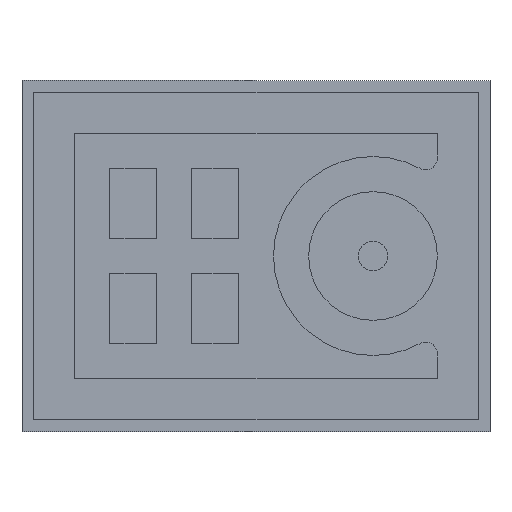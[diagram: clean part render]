
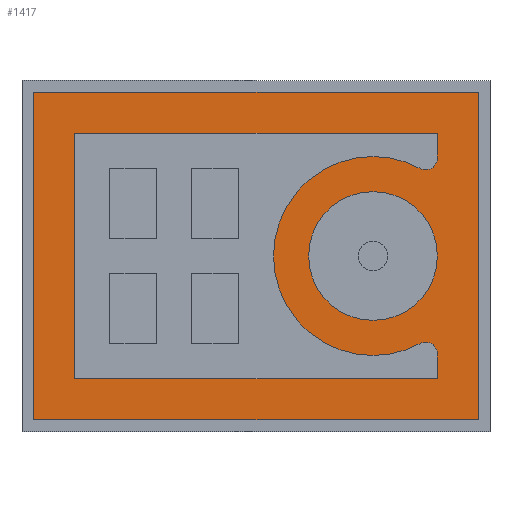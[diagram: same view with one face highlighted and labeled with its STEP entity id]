
A CAD part, front view. The second image highlights one B-rep face of the part: STEP entity #1417.
In plain terms, the highlighted planar face has unit normal (0, -1, 0).
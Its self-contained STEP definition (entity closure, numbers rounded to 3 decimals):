
#28 = EDGE_CURVE ( 'NONE', #198, #3148, #2705, .T. ) ;
#32 = EDGE_CURVE ( 'NONE', #3611, #529, #2596, .T. ) ;
#53 = LINE ( 'NONE', #3041, #3911 ) ;
#79 = AXIS2_PLACEMENT_3D ( 'NONE', #3823, #473, #2626 ) ;
#110 = ORIENTED_EDGE ( 'NONE', *, *, #32, .T. ) ;
#123 = VECTOR ( 'NONE', #2672, 1000. ) ;
#135 = EDGE_CURVE ( 'NONE', #870, #1566, #3085, .T. ) ;
#191 = DIRECTION ( 'NONE',  ( 0., -1., 0. ) ) ;
#198 = VERTEX_POINT ( 'NONE', #296 ) ;
#234 = CARTESIAN_POINT ( 'NONE',  ( -1.55, 0., 1.05 ) ) ;
#235 = CIRCLE ( 'NONE', #3856, 0.85 ) ;
#259 = EDGE_CURVE ( 'NONE', #3585, #2491, #2699, .T. ) ;
#279 = DIRECTION ( 'NONE',  ( 0., 0., 1. ) ) ;
#286 = DIRECTION ( 'NONE',  ( 0., -1., 0. ) ) ;
#296 = CARTESIAN_POINT ( 'NONE',  ( -1.55, 0., -1.05 ) ) ;
#304 = DIRECTION ( 'NONE',  ( 0., 0., -1. ) ) ;
#306 = CARTESIAN_POINT ( 'NONE',  ( 0., 0., -1.4 ) ) ;
#380 = LINE ( 'NONE', #3931, #1059 ) ;
#410 = DIRECTION ( 'NONE',  ( 0., -1., 0. ) ) ;
#464 = CARTESIAN_POINT ( 'NONE',  ( 1., 0., -0.85 ) ) ;
#473 = DIRECTION ( 'NONE',  ( 0., -1., 0. ) ) ;
#529 = VERTEX_POINT ( 'NONE', #464 ) ;
#559 = CARTESIAN_POINT ( 'NONE',  ( 0., 0., -1.05 ) ) ;
#680 = DIRECTION ( 'NONE',  ( 0., 0., -1. ) ) ;
#716 = CIRCLE ( 'NONE', #1524, 0.1 ) ;
#752 = ORIENTED_EDGE ( 'NONE', *, *, #2224, .T. ) ;
#769 = ORIENTED_EDGE ( 'NONE', *, *, #917, .T. ) ;
#777 = EDGE_LOOP ( 'NONE', ( #1251, #2053 ) ) ;
#780 = VERTEX_POINT ( 'NONE', #1859 ) ;
#789 = LINE ( 'NONE', #1558, #3956 ) ;
#870 = VERTEX_POINT ( 'NONE', #969 ) ;
#916 = CARTESIAN_POINT ( 'NONE',  ( 1.55, 0., -1.05 ) ) ;
#917 = EDGE_CURVE ( 'NONE', #3268, #3901, #2916, .T. ) ;
#922 = EDGE_CURVE ( 'NONE', #529, #780, #235, .T. ) ;
#940 = CARTESIAN_POINT ( 'NONE',  ( 1., 0., 0. ) ) ;
#969 = CARTESIAN_POINT ( 'NONE',  ( 1., 0., -0.55 ) ) ;
#1044 = CARTESIAN_POINT ( 'NONE',  ( 1., 0., 0. ) ) ;
#1059 = VECTOR ( 'NONE', #3943, 1000. ) ;
#1087 = PLANE ( 'NONE',  #79 ) ;
#1116 = CARTESIAN_POINT ( 'NONE',  ( 1., 0., 0. ) ) ;
#1176 = DIRECTION ( 'NONE',  ( 0., -1., 0. ) ) ;
#1211 = DIRECTION ( 'NONE',  ( 0., 0., -1. ) ) ;
#1251 = ORIENTED_EDGE ( 'NONE', *, *, #2018, .F. ) ;
#1280 = CARTESIAN_POINT ( 'NONE',  ( -1.9, 0., 0. ) ) ;
#1311 = VECTOR ( 'NONE', #1876, 1000. ) ;
#1417 = ADVANCED_FACE ( 'NONE', ( #2339, #3254, #2253 ), #1087, .T. ) ;
#1428 = LINE ( 'NONE', #3944, #2200 ) ;
#1432 = DIRECTION ( 'NONE',  ( 1., 0., 0. ) ) ;
#1524 = AXIS2_PLACEMENT_3D ( 'NONE', #2366, #191, #3323 ) ;
#1549 = DIRECTION ( 'NONE',  ( 0., 0., -1. ) ) ;
#1558 = CARTESIAN_POINT ( 'NONE',  ( 1.9, 0., 0. ) ) ;
#1566 = VERTEX_POINT ( 'NONE', #2388 ) ;
#1586 = EDGE_CURVE ( 'NONE', #2183, #198, #380, .T. ) ;
#1618 = CIRCLE ( 'NONE', #2085, 0.85 ) ;
#1659 = LINE ( 'NONE', #3703, #1948 ) ;
#1763 = VECTOR ( 'NONE', #3685, 1000. ) ;
#1820 = ORIENTED_EDGE ( 'NONE', *, *, #3231, .F. ) ;
#1859 = CARTESIAN_POINT ( 'NONE',  ( 1.403, 0., -0.749 ) ) ;
#1876 = DIRECTION ( 'NONE',  ( 0., 0., -1. ) ) ;
#1883 = VECTOR ( 'NONE', #1432, 1000. ) ;
#1897 = DIRECTION ( 'NONE',  ( 0., 0., -1. ) ) ;
#1936 = DIRECTION ( 'NONE',  ( 0., 0., -1. ) ) ;
#1941 = EDGE_CURVE ( 'NONE', #2057, #2183, #1428, .T. ) ;
#1948 = VECTOR ( 'NONE', #3662, 1000. ) ;
#2012 = EDGE_CURVE ( 'NONE', #3148, #2349, #53, .T. ) ;
#2018 = EDGE_CURVE ( 'NONE', #1566, #870, #3112, .T. ) ;
#2023 = CARTESIAN_POINT ( 'NONE',  ( 1.55, 0., 0. ) ) ;
#2031 = CARTESIAN_POINT ( 'NONE',  ( 1.9, 0., 1.4 ) ) ;
#2042 = AXIS2_PLACEMENT_3D ( 'NONE', #1116, #1176, #2417 ) ;
#2053 = ORIENTED_EDGE ( 'NONE', *, *, #135, .F. ) ;
#2057 = VERTEX_POINT ( 'NONE', #2275 ) ;
#2085 = AXIS2_PLACEMENT_3D ( 'NONE', #940, #3361, #304 ) ;
#2116 = CARTESIAN_POINT ( 'NONE',  ( 1., 0., 0. ) ) ;
#2142 = DIRECTION ( 'NONE',  ( -1., 0., 0. ) ) ;
#2149 = ORIENTED_EDGE ( 'NONE', *, *, #2012, .F. ) ;
#2178 = AXIS2_PLACEMENT_3D ( 'NONE', #2524, #3134, #680 ) ;
#2183 = VERTEX_POINT ( 'NONE', #234 ) ;
#2200 = VECTOR ( 'NONE', #2142, 1000. ) ;
#2224 = EDGE_CURVE ( 'NONE', #3585, #3611, #1618, .T. ) ;
#2225 = EDGE_CURVE ( 'NONE', #3104, #3517, #789, .T. ) ;
#2240 = ORIENTED_EDGE ( 'NONE', *, *, #259, .F. ) ;
#2253 = FACE_OUTER_BOUND ( 'NONE', #2997, .T. ) ;
#2275 = CARTESIAN_POINT ( 'NONE',  ( 1.55, 0., 1.05 ) ) ;
#2325 = EDGE_CURVE ( 'NONE', #3517, #3268, #1659, .T. ) ;
#2339 = FACE_BOUND ( 'NONE', #2450, .T. ) ;
#2349 = VERTEX_POINT ( 'NONE', #2448 ) ;
#2366 = CARTESIAN_POINT ( 'NONE',  ( 1.45, 0., -0.837 ) ) ;
#2374 = AXIS2_PLACEMENT_3D ( 'NONE', #3119, #2816, #1549 ) ;
#2378 = LINE ( 'NONE', #2023, #123 ) ;
#2379 = ORIENTED_EDGE ( 'NONE', *, *, #922, .T. ) ;
#2388 = CARTESIAN_POINT ( 'NONE',  ( 1., 0., 0.55 ) ) ;
#2403 = CARTESIAN_POINT ( 'NONE',  ( 1.55, 0., 0.837 ) ) ;
#2417 = DIRECTION ( 'NONE',  ( 0., 0., -1. ) ) ;
#2447 = CIRCLE ( 'NONE', #2533, 0.1 ) ;
#2448 = CARTESIAN_POINT ( 'NONE',  ( 1.55, 0., -0.837 ) ) ;
#2450 = EDGE_LOOP ( 'NONE', ( #2240, #752, #110, #2379, #1820, #3350, #2149, #3028, #3348, #3039, #3881 ) ) ;
#2461 = EDGE_CURVE ( 'NONE', #2491, #2057, #2378, .T. ) ;
#2491 = VERTEX_POINT ( 'NONE', #2403 ) ;
#2519 = CARTESIAN_POINT ( 'NONE',  ( 1.45, 0., -0.837 ) ) ;
#2524 = CARTESIAN_POINT ( 'NONE',  ( 1., 0., 0. ) ) ;
#2533 = AXIS2_PLACEMENT_3D ( 'NONE', #2519, #410, #1897 ) ;
#2596 = CIRCLE ( 'NONE', #2178, 0.85 ) ;
#2613 = ORIENTED_EDGE ( 'NONE', *, *, #3892, .T. ) ;
#2626 = DIRECTION ( 'NONE',  ( 0., 0., -1. ) ) ;
#2669 = ORIENTED_EDGE ( 'NONE', *, *, #2225, .T. ) ;
#2672 = DIRECTION ( 'NONE',  ( 0., 0., 1. ) ) ;
#2699 = CIRCLE ( 'NONE', #2374, 0.1 ) ;
#2705 = LINE ( 'NONE', #559, #1883 ) ;
#2748 = CARTESIAN_POINT ( 'NONE',  ( 1.45, 0., -0.737 ) ) ;
#2816 = DIRECTION ( 'NONE',  ( 0., -1., 0. ) ) ;
#2911 = ORIENTED_EDGE ( 'NONE', *, *, #2325, .T. ) ;
#2916 = LINE ( 'NONE', #1280, #1311 ) ;
#2997 = EDGE_LOOP ( 'NONE', ( #2613, #2669, #2911, #769 ) ) ;
#3028 = ORIENTED_EDGE ( 'NONE', *, *, #28, .F. ) ;
#3039 = ORIENTED_EDGE ( 'NONE', *, *, #1941, .F. ) ;
#3041 = CARTESIAN_POINT ( 'NONE',  ( 1.55, 0., 0. ) ) ;
#3058 = VERTEX_POINT ( 'NONE', #2748 ) ;
#3085 = CIRCLE ( 'NONE', #2042, 0.55 ) ;
#3104 = VERTEX_POINT ( 'NONE', #3317 ) ;
#3112 = CIRCLE ( 'NONE', #3794, 0.55 ) ;
#3119 = CARTESIAN_POINT ( 'NONE',  ( 1.45, 0., 0.837 ) ) ;
#3134 = DIRECTION ( 'NONE',  ( 0., -1., 0. ) ) ;
#3148 = VERTEX_POINT ( 'NONE', #916 ) ;
#3231 = EDGE_CURVE ( 'NONE', #3058, #780, #716, .T. ) ;
#3254 = FACE_BOUND ( 'NONE', #777, .T. ) ;
#3268 = VERTEX_POINT ( 'NONE', #3569 ) ;
#3303 = CARTESIAN_POINT ( 'NONE',  ( 1.403, 0., 0.749 ) ) ;
#3317 = CARTESIAN_POINT ( 'NONE',  ( 1.9, 0., -1.4 ) ) ;
#3323 = DIRECTION ( 'NONE',  ( 0., 0., -1. ) ) ;
#3331 = CARTESIAN_POINT ( 'NONE',  ( 1., 0., 0.85 ) ) ;
#3348 = ORIENTED_EDGE ( 'NONE', *, *, #1586, .F. ) ;
#3350 = ORIENTED_EDGE ( 'NONE', *, *, #3913, .F. ) ;
#3361 = DIRECTION ( 'NONE',  ( 0., -1., 0. ) ) ;
#3364 = CARTESIAN_POINT ( 'NONE',  ( -1.9, 0., -1.4 ) ) ;
#3405 = LINE ( 'NONE', #306, #1763 ) ;
#3517 = VERTEX_POINT ( 'NONE', #2031 ) ;
#3569 = CARTESIAN_POINT ( 'NONE',  ( -1.9, 0., 1.4 ) ) ;
#3585 = VERTEX_POINT ( 'NONE', #3303 ) ;
#3611 = VERTEX_POINT ( 'NONE', #3331 ) ;
#3662 = DIRECTION ( 'NONE',  ( -1., 0., 0. ) ) ;
#3685 = DIRECTION ( 'NONE',  ( 1., 0., 0. ) ) ;
#3687 = DIRECTION ( 'NONE',  ( 0., 0., 1. ) ) ;
#3703 = CARTESIAN_POINT ( 'NONE',  ( 0., 0., 1.4 ) ) ;
#3766 = DIRECTION ( 'NONE',  ( 0., -1., 0. ) ) ;
#3794 = AXIS2_PLACEMENT_3D ( 'NONE', #2116, #286, #1211 ) ;
#3823 = CARTESIAN_POINT ( 'NONE',  ( 0., 0., 0. ) ) ;
#3856 = AXIS2_PLACEMENT_3D ( 'NONE', #1044, #3766, #1936 ) ;
#3881 = ORIENTED_EDGE ( 'NONE', *, *, #2461, .F. ) ;
#3892 = EDGE_CURVE ( 'NONE', #3901, #3104, #3405, .T. ) ;
#3901 = VERTEX_POINT ( 'NONE', #3364 ) ;
#3911 = VECTOR ( 'NONE', #3687, 1000. ) ;
#3913 = EDGE_CURVE ( 'NONE', #2349, #3058, #2447, .T. ) ;
#3931 = CARTESIAN_POINT ( 'NONE',  ( -1.55, 0., 0. ) ) ;
#3943 = DIRECTION ( 'NONE',  ( 0., 0., -1. ) ) ;
#3944 = CARTESIAN_POINT ( 'NONE',  ( 0., 0., 1.05 ) ) ;
#3956 = VECTOR ( 'NONE', #279, 1000. ) ;
